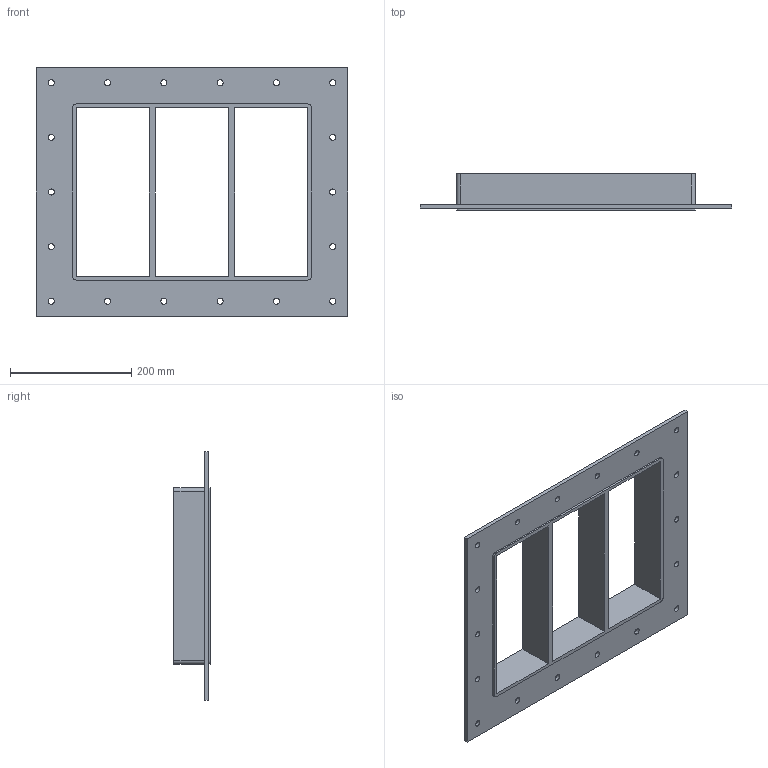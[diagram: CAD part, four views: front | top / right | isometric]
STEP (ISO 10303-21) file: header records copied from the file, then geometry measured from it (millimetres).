
FILE_DESCRIPTION((''),'2;1');
FILE_NAME('G B EX8X3.stp','2014-12-01T13:19:42',(''),(''),'Autodesk Inventor 2013','Autodesk Inventor 2013','');
FILE_SCHEMA(('AUTOMOTIVE_DESIGN { 1 0 10303 214 1 1 1 1 }'));
Length unit declared in the file: millimetre
Products named in the file (1): G B Ex
Bounding box: 513.5 x 60 x 410 mm (x, y, z)
Volume: 1385449 mm3; surface area: 448445.2 mm2
Topology: 1 solids, 1 shells, 54 faces, 168 edges, 118 vertices
Faces by surface type: plane 28, cylinder 26
Full cylindrical faces by diameter (mm): 10 x18
Entity records: 1766 total; most frequent: DIRECTION 294, CARTESIAN_POINT 287, ORIENTED_EDGE 264, EDGE_CURVE 132, EDGE_LOOP 116, AXIS2_PLACEMENT_3D 107, VERTEX_POINT 100, VECTOR 80
